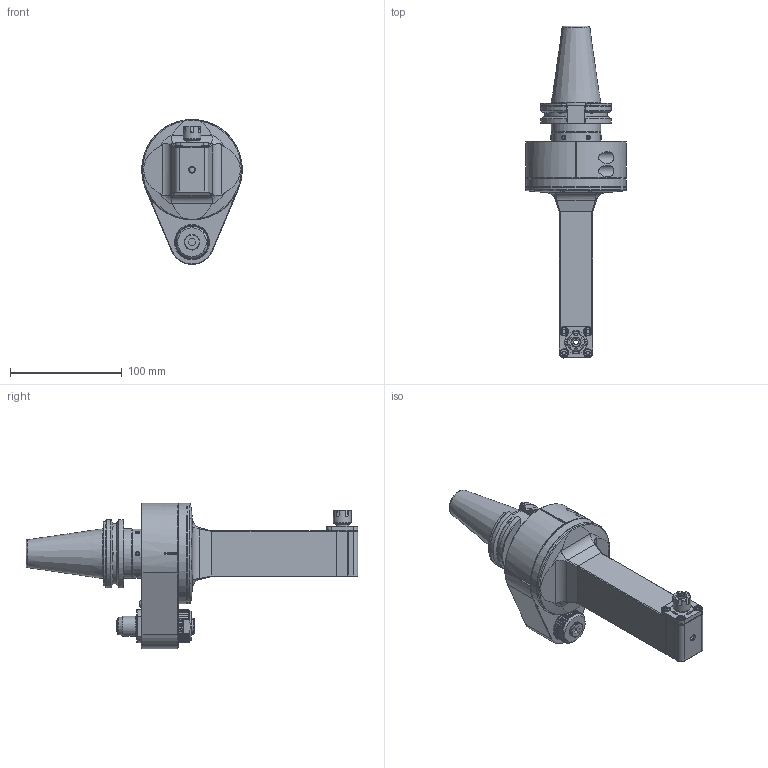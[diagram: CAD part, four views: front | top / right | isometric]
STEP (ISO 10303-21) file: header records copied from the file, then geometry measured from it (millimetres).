
FILE_DESCRIPTION(/* description */ (''),/* implementation_level */ '2;1');
FILE_NAME(/* name */ '9.G90.07L00-12C40-BP.stp',/* time_stamp */ '2025-10-01T10:58:40-04:00',/* author */ ('jkrenzer'),/* organization */ (''),/* preprocessor_version */ 'ST-DEVELOPER v18.1',/* originating_system */ 'Autodesk Inventor 2022',/* authorisation */ '');
FILE_SCHEMA (('AUTOMOTIVE_DESIGN { 1 0 10303 214 3 1 1 }'));
Length unit declared in the file: millimetre
Products named in the file (1): 9.G90.07L00-12C40-BP
Bounding box: 90 x 297.4 x 130 mm (x, y, z)
Volume: 590217.4 mm3; surface area: 137961.4 mm2
Topology: 3 solids, 6 shells, 1410 faces, 3614 edges, 2327 vertices
Faces by surface type: plane 803, cone 262, cylinder 262, bspline 55, torus 28
Full cylindrical faces by diameter (mm): 2.1 x2, 2.5 x6, 3 x6, 3.3 x10, 4 x11, 4.2 x4, 5 x4, 5.5 x1, 5.7 x2, 5.8 x6, 6 x1, 6.1 x1, 7 x8, 7.5 x5, 8.5 x1, 9 x3, 9.2 x1, 10 x6, 10.44 x1, 10.5 x2, 11 x1, 11.5 x1, 12 x1, 12.8 x1, 13 x2, 13.3 x1, 13.4 x1, 14 x2, 15 x1, 15.2 x1
Entity records: 47951 total; most frequent: CARTESIAN_POINT 13621, ORIENTED_EDGE 7194, DIRECTION 7091, EDGE_CURVE 3597, AXIS2_PLACEMENT_3D 2481, VERTEX_POINT 2327, LINE 2129, VECTOR 2129
